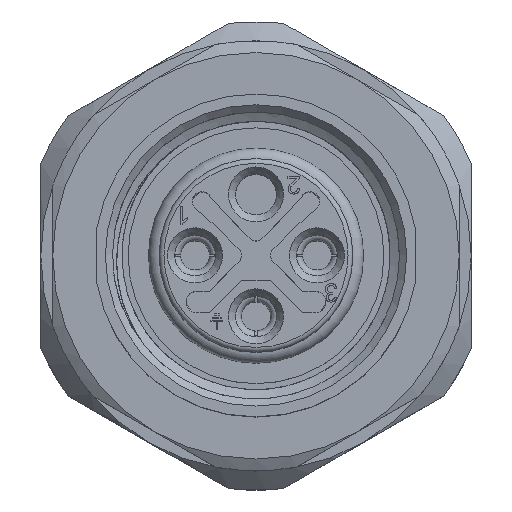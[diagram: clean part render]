
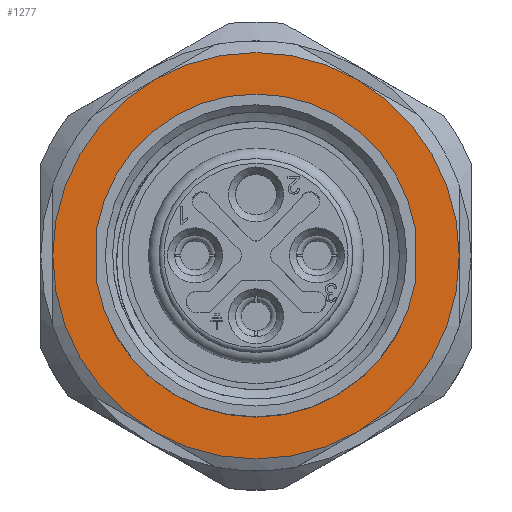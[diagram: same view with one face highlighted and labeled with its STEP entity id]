
A CAD part, top view. The second image highlights one B-rep face of the part: STEP entity #1277.
In plain terms, the highlighted planar face has unit normal (0, 0, 1).
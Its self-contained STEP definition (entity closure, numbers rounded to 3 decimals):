
#72=PLANE('',#4949);
#186=LINE('',#7487,#408);
#187=LINE('',#7492,#409);
#408=VECTOR('',#5425,1.);
#409=VECTOR('',#5428,1.);
#1277=ADVANCED_FACE('',(#1633,#1634),#72,.T.);
#1633=FACE_BOUND('',#1798,.T.);
#1634=FACE_BOUND('',#1799,.T.);
#1798=EDGE_LOOP('',(#2198,#2199,#2200,#2201,#2202,#2203));
#1799=EDGE_LOOP('',(#2204,#2205,#2206,#2207));
#2198=ORIENTED_EDGE('',*,*,#4062,.T.);
#2199=ORIENTED_EDGE('',*,*,#4063,.T.);
#2200=ORIENTED_EDGE('',*,*,#4064,.T.);
#2201=ORIENTED_EDGE('',*,*,#4065,.T.);
#2202=ORIENTED_EDGE('',*,*,#4066,.T.);
#2203=ORIENTED_EDGE('',*,*,#4067,.T.);
#2204=ORIENTED_EDGE('',*,*,#4068,.T.);
#2205=ORIENTED_EDGE('',*,*,#4069,.T.);
#2206=ORIENTED_EDGE('',*,*,#4070,.T.);
#2207=ORIENTED_EDGE('',*,*,#4071,.T.);
#3586=VERTEX_POINT('',#7476);
#3587=VERTEX_POINT('',#7477);
#3588=VERTEX_POINT('',#7479);
#3589=VERTEX_POINT('',#7481);
#3590=VERTEX_POINT('',#7483);
#3591=VERTEX_POINT('',#7485);
#3592=VERTEX_POINT('',#7488);
#3593=VERTEX_POINT('',#7489);
#3594=VERTEX_POINT('',#7491);
#3595=VERTEX_POINT('',#7493);
#4062=EDGE_CURVE('',#3586,#3587,#4754,.T.);
#4063=EDGE_CURVE('',#3587,#3588,#4755,.T.);
#4064=EDGE_CURVE('',#3588,#3589,#4756,.T.);
#4065=EDGE_CURVE('',#3589,#3590,#4757,.T.);
#4066=EDGE_CURVE('',#3590,#3591,#4758,.T.);
#4067=EDGE_CURVE('',#3591,#3586,#4759,.T.);
#4068=EDGE_CURVE('',#3592,#3593,#186,.T.);
#4069=EDGE_CURVE('',#3593,#3594,#4760,.T.);
#4070=EDGE_CURVE('',#3594,#3595,#187,.T.);
#4071=EDGE_CURVE('',#3595,#3592,#4761,.T.);
#4754=CIRCLE('',#4941,8.5);
#4755=CIRCLE('',#4942,8.5);
#4756=CIRCLE('',#4943,8.5);
#4757=CIRCLE('',#4944,8.5);
#4758=CIRCLE('',#4945,8.5);
#4759=CIRCLE('',#4946,8.5);
#4760=CIRCLE('',#4947,6.75);
#4761=CIRCLE('',#4948,6.75);
#4941=AXIS2_PLACEMENT_3D('',#7475,#5413,#5414);
#4942=AXIS2_PLACEMENT_3D('',#7478,#5415,#5416);
#4943=AXIS2_PLACEMENT_3D('',#7480,#5417,#5418);
#4944=AXIS2_PLACEMENT_3D('',#7482,#5419,#5420);
#4945=AXIS2_PLACEMENT_3D('',#7484,#5421,#5422);
#4946=AXIS2_PLACEMENT_3D('',#7486,#5423,#5424);
#4947=AXIS2_PLACEMENT_3D('',#7490,#5426,#5427);
#4948=AXIS2_PLACEMENT_3D('',#7494,#5429,#5430);
#4949=AXIS2_PLACEMENT_3D('',#7495,#5431,#5432);
#5413=DIRECTION('',(0.,0.,1.));
#5414=DIRECTION('',(0.5,0.866,0.));
#5415=DIRECTION('',(0.,0.,1.));
#5416=DIRECTION('',(-0.5,0.866,0.));
#5417=DIRECTION('',(0.,0.,1.));
#5418=DIRECTION('',(-1.,0.,0.));
#5419=DIRECTION('',(0.,0.,1.));
#5420=DIRECTION('',(-0.5,-0.866,0.));
#5421=DIRECTION('',(0.,0.,1.));
#5422=DIRECTION('',(0.5,-0.866,0.));
#5423=DIRECTION('',(0.,0.,1.));
#5424=DIRECTION('',(1.,0.,0.));
#5425=DIRECTION('',(0.,-1.,0.));
#5426=DIRECTION('',(0.,0.,-1.));
#5427=DIRECTION('',(0.985,-0.171,0.));
#5428=DIRECTION('',(0.,1.,0.));
#5429=DIRECTION('',(0.,0.,-1.));
#5430=DIRECTION('',(-0.985,0.171,0.));
#5431=DIRECTION('',(0.,0.,1.));
#5432=DIRECTION('',(1.,0.,0.));
#7475=CARTESIAN_POINT('',(0.,0.,1.));
#7476=CARTESIAN_POINT('',(4.25,7.361,1.));
#7477=CARTESIAN_POINT('',(-4.25,7.361,1.));
#7478=CARTESIAN_POINT('',(0.,0.,1.));
#7479=CARTESIAN_POINT('',(-8.5,0.,1.));
#7480=CARTESIAN_POINT('',(0.,0.,1.));
#7481=CARTESIAN_POINT('',(-4.25,-7.361,1.));
#7482=CARTESIAN_POINT('',(0.,0.,1.));
#7483=CARTESIAN_POINT('',(4.25,-7.361,1.));
#7484=CARTESIAN_POINT('',(0.,0.,1.));
#7485=CARTESIAN_POINT('',(8.5,0.,1.));
#7486=CARTESIAN_POINT('',(0.,0.,1.));
#7487=CARTESIAN_POINT('',(6.65,1.158,1.));
#7488=CARTESIAN_POINT('',(6.65,1.158,1.));
#7489=CARTESIAN_POINT('',(6.65,-1.158,1.));
#7490=CARTESIAN_POINT('',(0.,0.,1.));
#7491=CARTESIAN_POINT('',(-6.65,-1.158,1.));
#7492=CARTESIAN_POINT('',(-6.65,-1.158,1.));
#7493=CARTESIAN_POINT('',(-6.65,1.158,1.));
#7494=CARTESIAN_POINT('',(0.,0.,1.));
#7495=CARTESIAN_POINT('',(7.75,0.,1.));
